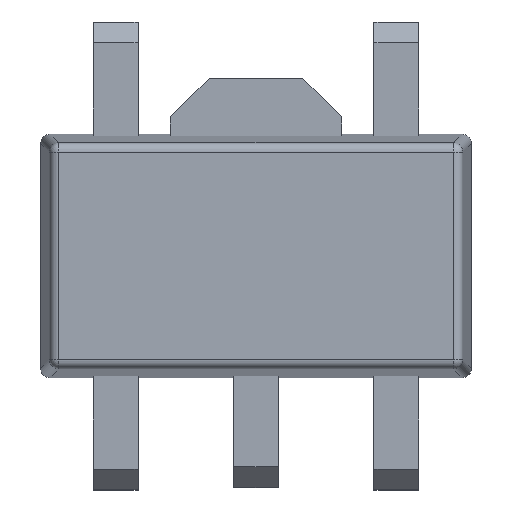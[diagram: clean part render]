
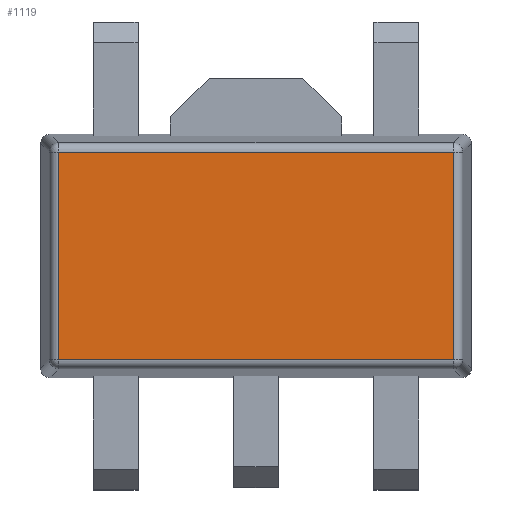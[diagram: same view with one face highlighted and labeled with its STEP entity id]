
A CAD part, top view. The second image highlights one B-rep face of the part: STEP entity #1119.
In plain terms, the highlighted planar face has unit normal (0, 0, 1).
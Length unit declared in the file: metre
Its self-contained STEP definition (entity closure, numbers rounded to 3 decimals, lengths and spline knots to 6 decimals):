
#268=ORIENTED_EDGE('',*,*,#481,.T.);
#269=ORIENTED_EDGE('',*,*,#482,.T.);
#270=ORIENTED_EDGE('',*,*,#483,.T.);
#271=ORIENTED_EDGE('',*,*,#484,.T.);
#481=EDGE_CURVE('',#603,#604,#732,.F.);
#482=EDGE_CURVE('',#604,#605,#733,.F.);
#483=EDGE_CURVE('',#605,#606,#734,.T.);
#484=EDGE_CURVE('',#606,#603,#735,.T.);
#603=VERTEX_POINT('',#1861);
#604=VERTEX_POINT('',#1862);
#605=VERTEX_POINT('',#1864);
#606=VERTEX_POINT('',#1866);
#732=LINE('',#1860,#865);
#733=LINE('',#1863,#866);
#734=LINE('',#1865,#867);
#735=LINE('',#1867,#868);
#865=VECTOR('',#1515,1.);
#866=VECTOR('',#1516,1.);
#867=VECTOR('',#1517,1.);
#868=VECTOR('',#1518,1.);
#934=EDGE_LOOP('',(#268,#269,#270,#271));
#1001=FACE_BOUND('',#934,.T.);
#1068=PLANE('',#1260);
#1119=ADVANCED_FACE('',(#1001),#1068,.T.);
#1260=AXIS2_PLACEMENT_3D('',#1859,#1513,#1514);
#1513=DIRECTION('',(0.,0.,1.));
#1514=DIRECTION('',(1.,0.,0.));
#1515=DIRECTION('',(0.,-1.,0.));
#1516=DIRECTION('',(1.,0.,0.));
#1517=DIRECTION('',(0.,-1.,0.));
#1518=DIRECTION('',(1.,0.,0.));
#1859=CARTESIAN_POINT('',(0.,0.,0.00135));
#1860=CARTESIAN_POINT('',(0.002108,0.,0.00135));
#1861=CARTESIAN_POINT('',(0.002108,-0.001108,0.00135));
#1862=CARTESIAN_POINT('',(0.002108,0.001108,0.00135));
#1863=CARTESIAN_POINT('',(0.,0.001108,0.00135));
#1864=CARTESIAN_POINT('',(-0.002108,0.001108,0.00135));
#1865=CARTESIAN_POINT('',(-0.002108,0.,0.00135));
#1866=CARTESIAN_POINT('',(-0.002108,-0.001108,0.00135));
#1867=CARTESIAN_POINT('',(0.,-0.001108,0.00135));
